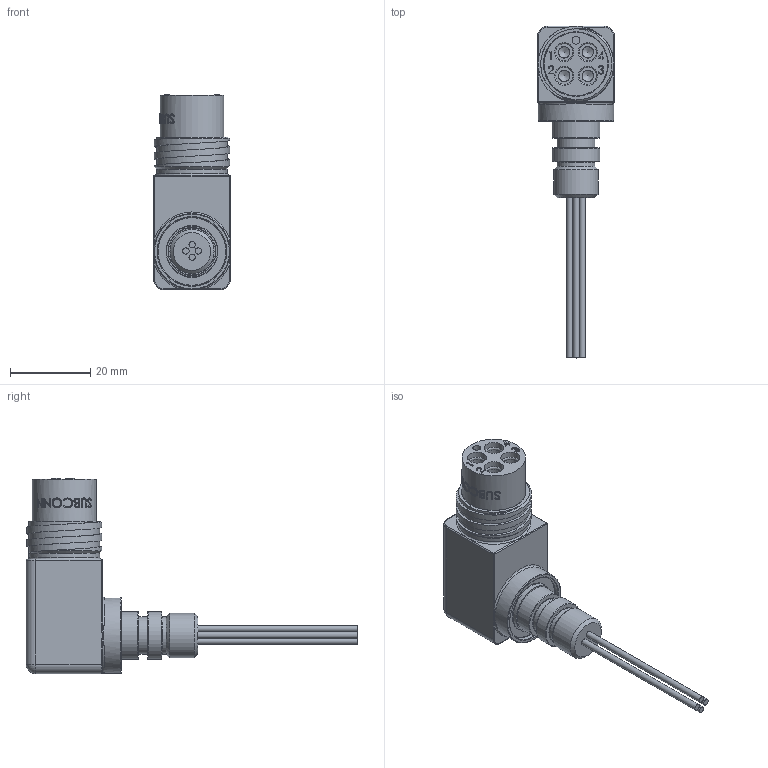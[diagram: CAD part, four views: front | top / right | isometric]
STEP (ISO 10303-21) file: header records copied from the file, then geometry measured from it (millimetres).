
FILE_DESCRIPTION(/* description */ (''),/* implementation_level */ '2;1');
FILE_NAME(/* name */ 'MCBHRA4FAS 2 O-ring.stp',/* time_stamp */ '2022-07-13T08:59:32+02:00',/* author */ ('sh'),/* organization */ (''),/* preprocessor_version */ 'ST-DEVELOPER v17',/* originating_system */ 'Autodesk Inventor 2019',/* authorisation */ '');
FILE_SCHEMA (('AUTOMOTIVE_DESIGN { 1 0 10303 214 3 1 1 }'));
Length unit declared in the file: millimetre
Products named in the file (1): MCBHRA4FAS 2 O-ring
Bounding box: 19.05 x 82.85 x 48.74 mm (x, y, z)
Volume: 17153.3 mm3; surface area: 8724.5 mm2
Topology: 1 solids, 2 shells, 428 faces, 1168 edges, 782 vertices
Faces by surface type: plane 167, bspline 90, cylinder 82, torus 55, cone 30, sphere 4
Full cylindrical faces by diameter (mm): 1.575 x4, 1.981 x1, 2.819 x4, 2.896 x4, 3.912 x4, 3.962 x4, 4.75 x4, 4.775 x12, 7.239 x1, 9.398 x2, 11.024 x1, 11.938 x2, 12.7 x1, 15.875 x1, 17.145 x1, 17.628 x2, 18.847 x2, 18.923 x1
Entity records: 23586 total; most frequent: CARTESIAN_POINT 12473, ORIENTED_EDGE 2320, DIRECTION 2097, EDGE_CURVE 1160, AXIS2_PLACEMENT_3D 824, VERTEX_POINT 782, EDGE_LOOP 474, CIRCLE 453
